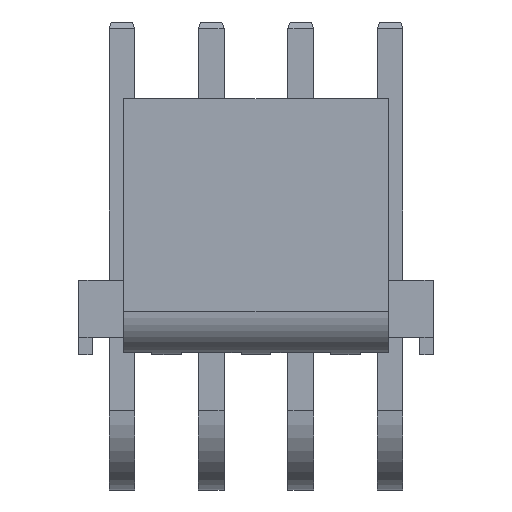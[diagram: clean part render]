
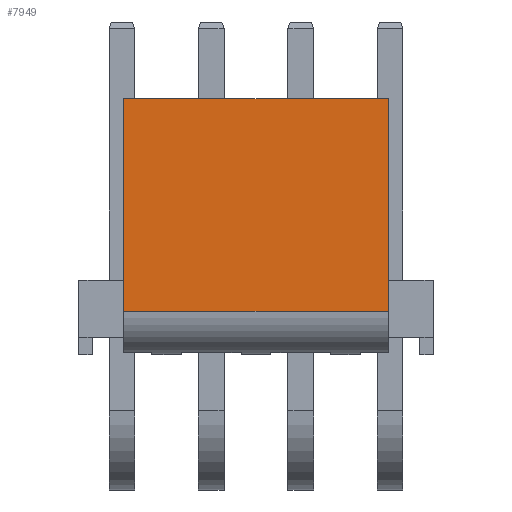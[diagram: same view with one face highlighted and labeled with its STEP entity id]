
A CAD part, top view. The second image highlights one B-rep face of the part: STEP entity #7949.
In plain terms, the highlighted planar face has unit normal (0, 0, 1).
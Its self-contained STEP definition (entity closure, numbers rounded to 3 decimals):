
#1506 = PLANE('',#1507);
#1507 = AXIS2_PLACEMENT_3D('',#1508,#1509,#1510);
#1508 = CARTESIAN_POINT('',(11.805,19.345,10.01));
#1509 = DIRECTION('',(-1.,0.,0.));
#1510 = DIRECTION('',(0.,-1.,0.));
#1896 = PLANE('',#1897);
#1897 = AXIS2_PLACEMENT_3D('',#1898,#1899,#1900);
#1898 = CARTESIAN_POINT('',(0.075,4.715,10.01));
#1899 = DIRECTION('',(1.,0.,0.));
#1900 = DIRECTION('',(0.,1.,0.));
#3703 = EDGE_CURVE('',#3704,#3706,#3708,.T.);
#3704 = VERTEX_POINT('',#3705);
#3705 = CARTESIAN_POINT('',(0.075,7.32,10.01));
#3706 = VERTEX_POINT('',#3707);
#3707 = CARTESIAN_POINT('',(0.075,16.74,10.01));
#3708 = SURFACE_CURVE('',#3709,(#3713,#3720),.PCURVE_S1.);
#3709 = LINE('',#3710,#3711);
#3710 = CARTESIAN_POINT('',(0.075,4.715,10.01));
#3711 = VECTOR('',#3712,1.);
#3712 = DIRECTION('',(0.,1.,0.));
#3713 = PCURVE('',#1896,#3714);
#3714 = DEFINITIONAL_REPRESENTATION('',(#3715),#3719);
#3715 = LINE('',#3716,#3717);
#3716 = CARTESIAN_POINT('',(0.,0.));
#3717 = VECTOR('',#3718,1.);
#3718 = DIRECTION('',(1.,0.));
#3719 = ( GEOMETRIC_REPRESENTATION_CONTEXT(2)
PARAMETRIC_REPRESENTATION_CONTEXT() REPRESENTATION_CONTEXT('2D SPACE',''
) );
#3720 = PCURVE('',#3721,#3726);
#3721 = PLANE('',#3722);
#3722 = AXIS2_PLACEMENT_3D('',#3723,#3724,#3725);
#3723 = CARTESIAN_POINT('',(13.785,16.74,10.01));
#3724 = DIRECTION('',(0.,0.,1.));
#3725 = DIRECTION('',(0.,-1.,0.));
#3726 = DEFINITIONAL_REPRESENTATION('',(#3727),#3731);
#3727 = LINE('',#3728,#3729);
#3728 = CARTESIAN_POINT('',(12.025,-13.71));
#3729 = VECTOR('',#3730,1.);
#3730 = DIRECTION('',(-1.,0.));
#3731 = ( GEOMETRIC_REPRESENTATION_CONTEXT(2)
PARAMETRIC_REPRESENTATION_CONTEXT() REPRESENTATION_CONTEXT('2D SPACE',''
) );
#3750 = CYLINDRICAL_SURFACE('',#3751,1.948);
#3751 = AXIS2_PLACEMENT_3D('',#3752,#3753,#3754);
#3752 = CARTESIAN_POINT('',(13.785,7.357,8.063));
#3753 = DIRECTION('',(1.,0.,0.));
#3754 = DIRECTION('',(0.,-0.019,
1.));
#3982 = PLANE('',#3983);
#3983 = AXIS2_PLACEMENT_3D('',#3984,#3985,#3986);
#3984 = CARTESIAN_POINT('',(13.785,16.74,9.24));
#3985 = DIRECTION('',(0.,1.,0.));
#3986 = DIRECTION('',(0.,0.,1.));
#4657 = EDGE_CURVE('',#4658,#4660,#4662,.T.);
#4658 = VERTEX_POINT('',#4659);
#4659 = CARTESIAN_POINT('',(11.805,16.74,10.01));
#4660 = VERTEX_POINT('',#4661);
#4661 = CARTESIAN_POINT('',(11.805,7.32,10.01));
#4662 = SURFACE_CURVE('',#4663,(#4667,#4674),.PCURVE_S1.);
#4663 = LINE('',#4664,#4665);
#4664 = CARTESIAN_POINT('',(11.805,19.345,10.01));
#4665 = VECTOR('',#4666,1.);
#4666 = DIRECTION('',(0.,-1.,0.));
#4667 = PCURVE('',#1506,#4668);
#4668 = DEFINITIONAL_REPRESENTATION('',(#4669),#4673);
#4669 = LINE('',#4670,#4671);
#4670 = CARTESIAN_POINT('',(0.,0.));
#4671 = VECTOR('',#4672,1.);
#4672 = DIRECTION('',(1.,0.));
#4673 = ( GEOMETRIC_REPRESENTATION_CONTEXT(2)
PARAMETRIC_REPRESENTATION_CONTEXT() REPRESENTATION_CONTEXT('2D SPACE',''
) );
#4674 = PCURVE('',#3721,#4675);
#4675 = DEFINITIONAL_REPRESENTATION('',(#4676),#4680);
#4676 = LINE('',#4677,#4678);
#4677 = CARTESIAN_POINT('',(-2.605,-1.98));
#4678 = VECTOR('',#4679,1.);
#4679 = DIRECTION('',(1.,0.));
#4680 = ( GEOMETRIC_REPRESENTATION_CONTEXT(2)
PARAMETRIC_REPRESENTATION_CONTEXT() REPRESENTATION_CONTEXT('2D SPACE',''
) );
#7949 = ADVANCED_FACE('',(#7950),#3721,.T.);
#7950 = FACE_BOUND('',#7951,.T.);
#7951 = EDGE_LOOP('',(#7952,#7953,#7974,#7975));
#7952 = ORIENTED_EDGE('',*,*,#4657,.F.);
#7953 = ORIENTED_EDGE('',*,*,#7954,.T.);
#7954 = EDGE_CURVE('',#4658,#3706,#7955,.T.);
#7955 = SURFACE_CURVE('',#7956,(#7960,#7967),.PCURVE_S1.);
#7956 = LINE('',#7957,#7958);
#7957 = CARTESIAN_POINT('',(13.785,16.74,10.01));
#7958 = VECTOR('',#7959,1.);
#7959 = DIRECTION('',(-1.,0.,0.));
#7960 = PCURVE('',#3721,#7961);
#7961 = DEFINITIONAL_REPRESENTATION('',(#7962),#7966);
#7962 = LINE('',#7963,#7964);
#7963 = CARTESIAN_POINT('',(0.,0.));
#7964 = VECTOR('',#7965,1.);
#7965 = DIRECTION('',(0.,-1.));
#7966 = ( GEOMETRIC_REPRESENTATION_CONTEXT(2)
PARAMETRIC_REPRESENTATION_CONTEXT() REPRESENTATION_CONTEXT('2D SPACE',''
) );
#7967 = PCURVE('',#3982,#7968);
#7968 = DEFINITIONAL_REPRESENTATION('',(#7969),#7973);
#7969 = LINE('',#7970,#7971);
#7970 = CARTESIAN_POINT('',(0.77,0.));
#7971 = VECTOR('',#7972,1.);
#7972 = DIRECTION('',(0.,-1.));
#7973 = ( GEOMETRIC_REPRESENTATION_CONTEXT(2)
PARAMETRIC_REPRESENTATION_CONTEXT() REPRESENTATION_CONTEXT('2D SPACE',''
) );
#7974 = ORIENTED_EDGE('',*,*,#3703,.F.);
#7975 = ORIENTED_EDGE('',*,*,#7976,.F.);
#7976 = EDGE_CURVE('',#4660,#3704,#7977,.T.);
#7977 = SURFACE_CURVE('',#7978,(#7982,#7989),.PCURVE_S1.);
#7978 = LINE('',#7979,#7980);
#7979 = CARTESIAN_POINT('',(13.785,7.32,10.01));
#7980 = VECTOR('',#7981,1.);
#7981 = DIRECTION('',(-1.,0.,0.));
#7982 = PCURVE('',#3721,#7983);
#7983 = DEFINITIONAL_REPRESENTATION('',(#7984),#7988);
#7984 = LINE('',#7985,#7986);
#7985 = CARTESIAN_POINT('',(9.42,0.));
#7986 = VECTOR('',#7987,1.);
#7987 = DIRECTION('',(0.,-1.));
#7988 = ( GEOMETRIC_REPRESENTATION_CONTEXT(2)
PARAMETRIC_REPRESENTATION_CONTEXT() REPRESENTATION_CONTEXT('2D SPACE',''
) );
#7989 = PCURVE('',#3750,#7990);
#7990 = DEFINITIONAL_REPRESENTATION('',(#7991),#7995);
#7991 = LINE('',#7992,#7993);
#7992 = CARTESIAN_POINT('',(0.,0.));
#7993 = VECTOR('',#7994,1.);
#7994 = DIRECTION('',(0.,-1.));
#7995 = ( GEOMETRIC_REPRESENTATION_CONTEXT(2)
PARAMETRIC_REPRESENTATION_CONTEXT() REPRESENTATION_CONTEXT('2D SPACE',''
) );
